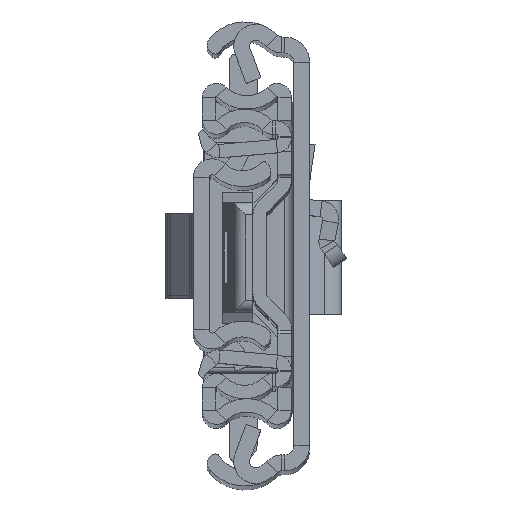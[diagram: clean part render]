
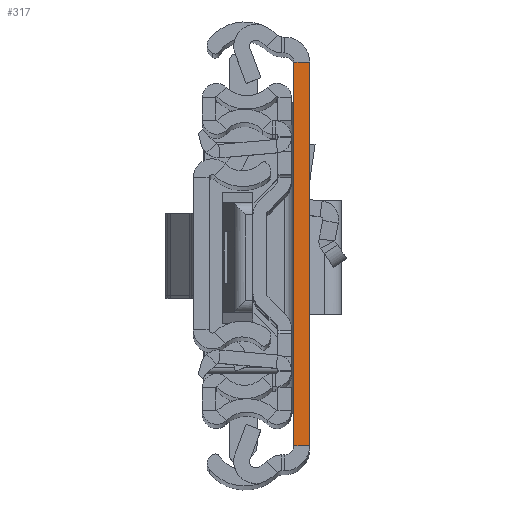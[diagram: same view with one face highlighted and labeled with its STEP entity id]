
A CAD part, top view. The second image highlights one B-rep face of the part: STEP entity #317.
In plain terms, the highlighted planar face has unit normal (0, 0, 1).
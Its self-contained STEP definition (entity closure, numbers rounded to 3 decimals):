
#87 = CARTESIAN_POINT ( 'NONE',  ( 0., 31.5, 0. ) ) ;
#296 = VERTEX_POINT ( 'NONE', #16252 ) ;
#317 = ADVANCED_FACE ( 'NONE', ( #15967 ), #5990, .F. ) ;
#1890 = LINE ( 'NONE', #11854, #13544 ) ;
#2086 = CARTESIAN_POINT ( 'NONE',  ( 2.6, -31.5, 0. ) ) ;
#2778 = ORIENTED_EDGE ( 'NONE', *, *, #6486, .F. ) ;
#3093 = LINE ( 'NONE', #17376, #16416 ) ;
#4122 = LINE ( 'NONE', #9920, #6498 ) ;
#4447 = CARTESIAN_POINT ( 'NONE',  ( 0., -31.5, 0. ) ) ;
#4451 = DIRECTION ( 'NONE',  ( 1., 0., 0. ) ) ;
#5990 = PLANE ( 'NONE',  #6917 ) ;
#6486 = EDGE_CURVE ( 'NONE', #13511, #296, #17061, .T. ) ;
#6498 = VECTOR ( 'NONE', #7036, 1000. ) ;
#6917 = AXIS2_PLACEMENT_3D ( 'NONE', #2086, #7753, #11692 ) ;
#7036 = DIRECTION ( 'NONE',  ( 0., 1., 0. ) ) ;
#7453 = EDGE_CURVE ( 'NONE', #9202, #296, #4122, .T. ) ;
#7556 = DIRECTION ( 'NONE',  ( 0., 1., 0. ) ) ;
#7753 = DIRECTION ( 'NONE',  ( 0., 0., -1. ) ) ;
#9202 = VERTEX_POINT ( 'NONE', #12858 ) ;
#9920 = CARTESIAN_POINT ( 'NONE',  ( 2.6, -31.5, 0. ) ) ;
#10570 = EDGE_CURVE ( 'NONE', #16786, #9202, #3093, .T. ) ;
#11202 = ORIENTED_EDGE ( 'NONE', *, *, #7453, .T. ) ;
#11692 = DIRECTION ( 'NONE',  ( 0., 1., 0. ) ) ;
#11854 = CARTESIAN_POINT ( 'NONE',  ( 0., -31.5, 0. ) ) ;
#12091 = VECTOR ( 'NONE', #4451, 1000. ) ;
#12858 = CARTESIAN_POINT ( 'NONE',  ( 2.6, -31.5, 0. ) ) ;
#13511 = VERTEX_POINT ( 'NONE', #87 ) ;
#13544 = VECTOR ( 'NONE', #7556, 1000. ) ;
#14003 = ORIENTED_EDGE ( 'NONE', *, *, #18444, .F. ) ;
#14121 = ORIENTED_EDGE ( 'NONE', *, *, #10570, .T. ) ;
#14254 = EDGE_LOOP ( 'NONE', ( #2778, #14003, #14121, #11202 ) ) ;
#14464 = DIRECTION ( 'NONE',  ( 1., 0., 0. ) ) ;
#15967 = FACE_OUTER_BOUND ( 'NONE', #14254, .T. ) ;
#16252 = CARTESIAN_POINT ( 'NONE',  ( 2.6, 31.5, 0. ) ) ;
#16416 = VECTOR ( 'NONE', #14464, 1000. ) ;
#16786 = VERTEX_POINT ( 'NONE', #4447 ) ;
#17061 = LINE ( 'NONE', #17245, #12091 ) ;
#17245 = CARTESIAN_POINT ( 'NONE',  ( 2.6, 31.5, 0. ) ) ;
#17376 = CARTESIAN_POINT ( 'NONE',  ( 2.6, -31.5, 0. ) ) ;
#18444 = EDGE_CURVE ( 'NONE', #16786, #13511, #1890, .T. ) ;
